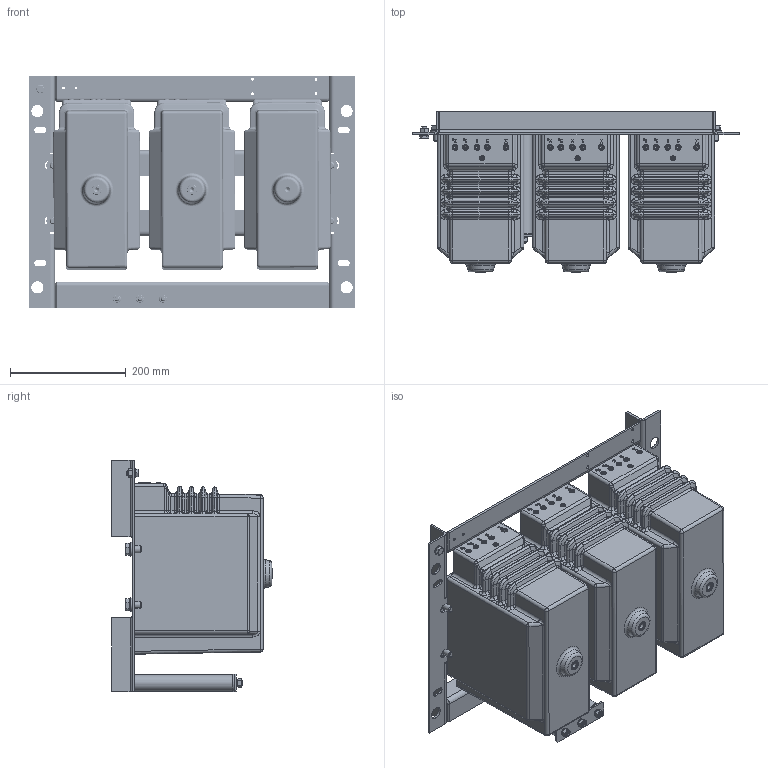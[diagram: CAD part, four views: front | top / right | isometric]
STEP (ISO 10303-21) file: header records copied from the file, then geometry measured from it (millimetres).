
FILE_DESCRIPTION(('STEP AP242'), '1');
FILE_NAME('ÝÊ.1.755.006 3õÇÍÎË-ÝÊ-10 Ì4 Ò 3-6-10êÂ', '', ('UNSPECIFIED'), ('UNSPECIFIED'), 'ASCON STEP Converter 1.6', 'ASCON Math Kernel', '');
FILE_SCHEMA(('AP242_MANAGED_MODEL_BASED_3D_ENGINEERING_MIM_LF { 1 0 10303 442 1 1 4 }'));
Length unit declared in the file: millimetre
Products named in the file (25): 3ﾍﾎﾋ-10 ﾌ1 ﾒ; M6; M12;  M5; M10
Assembly tree (84 placements, depth 4):
  3ﾍﾎﾋ-10 ﾌ1 ﾒ
    (unnamed)  x3
    (unnamed)
    (unnamed)  x12
    (unnamed)  x12
    (unnamed)  x12
    (unnamed)  x6
    (unnamed)  x3
    (unnamed)  x7
    (unnamed)  x3
    (unnamed)
    (unnamed)
    (unnamed)
      (unnamed)
      (unnamed)
        (unnamed)
      (unnamed)
      (unnamed)  x2
      (unnamed)
    (unnamed)  x3
      M6
      M12
       M5
      (unnamed)
      M10
Bounding box: 565 x 278.35 x 400 mm (x, y, z)
Volume: 26753790.3 mm3; surface area: 1462740.1 mm2
Topology: 103 solids, 103 shells, 3724 faces, 9420 edges, 6005 vertices
Faces by surface type: cylinder 1593, plane 1423, cone 281, bspline 276, torus 109, sphere 42
Full cylindrical faces by diameter (mm): 1.25 x3, 2.25 x3, 4 x21, 4.2 x3, 5 x24, 6 x18, 6.917 x7, 7 x15, 8 x22, 8.2 x3, 8.5 x4, 9 x16, 10 x48, 10.2 x12, 12 x24, 13 x27, 15 x18, 16 x1, 17 x48, 17.2 x3, 17.5 x3, 21 x4, 24 x12, 28 x3, 30 x3
Entity records: 55869 total; most frequent: CARTESIAN_POINT 16090, DIRECTION 5891, ORIENTED_EDGE 5670, EDGE_CURVE 2835, AXIS2_PLACEMENT_3D 2185, VERTEX_POINT 1864, LINE 1521, VECTOR 1521
